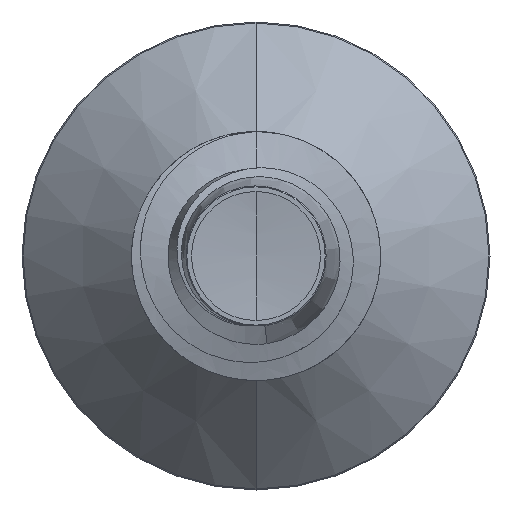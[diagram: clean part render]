
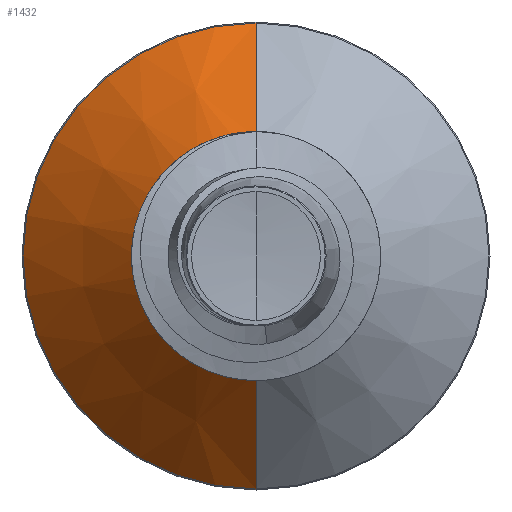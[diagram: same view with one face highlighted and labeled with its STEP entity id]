
A CAD part, front view. The second image highlights one B-rep face of the part: STEP entity #1432.
In plain terms, the highlighted conical face has half-angle 45 degrees and reference radius 1.189 mm.
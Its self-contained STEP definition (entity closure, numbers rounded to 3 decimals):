
#252 = VERTEX_POINT ( 'NONE', #8685 ) ;
#783 = AXIS2_PLACEMENT_3D ( 'NONE', #9131, #9118, #9109 ) ;
#1346 = ORIENTED_EDGE ( 'NONE', *, *, #9671, .F. ) ;
#1408 = CIRCLE ( 'NONE', #10530, 1.189 ) ;
#1432 = ADVANCED_FACE ( 'NONE', ( #5880 ), #10736, .T. ) ;
#2356 = VERTEX_POINT ( 'NONE', #4902 ) ;
#2499 = VECTOR ( 'NONE', #9299, 1000. ) ;
#2683 = AXIS2_PLACEMENT_3D ( 'NONE', #5775, #5799, #5816 ) ;
#3286 = EDGE_LOOP ( 'NONE', ( #1346, #10267, #7298, #4125 ) ) ;
#4125 = ORIENTED_EDGE ( 'NONE', *, *, #9681, .F. ) ;
#4615 = VERTEX_POINT ( 'NONE', #6050 ) ;
#4902 = CARTESIAN_POINT ( 'NONE',  ( 0., 4.289, 1.189 ) ) ;
#5300 = CIRCLE ( 'NONE', #783, 2.339 ) ;
#5775 = CARTESIAN_POINT ( 'NONE',  ( 0., 4.289, 0. ) ) ;
#5799 = DIRECTION ( 'NONE',  ( 0., 1., 0. ) ) ;
#5816 = DIRECTION ( 'NONE',  ( 0., 0., 1. ) ) ;
#5880 = FACE_OUTER_BOUND ( 'NONE', #3286, .T. ) ;
#6050 = CARTESIAN_POINT ( 'NONE',  ( 0., 4.289, -1.189 ) ) ;
#6883 = DIRECTION ( 'NONE',  ( 0., 0., 1. ) ) ;
#6904 = DIRECTION ( 'NONE',  ( 0., 1., 0. ) ) ;
#6920 = CARTESIAN_POINT ( 'NONE',  ( 0., 4.289, 0. ) ) ;
#7208 = LINE ( 'NONE', #10229, #10375 ) ;
#7298 = ORIENTED_EDGE ( 'NONE', *, *, #10054, .T. ) ;
#8685 = CARTESIAN_POINT ( 'NONE',  ( 0., 5.439, -2.339 ) ) ;
#9109 = DIRECTION ( 'NONE',  ( 0., 0., 1. ) ) ;
#9118 = DIRECTION ( 'NONE',  ( 0., 1., 0. ) ) ;
#9131 = CARTESIAN_POINT ( 'NONE',  ( 0., 5.439, 0. ) ) ;
#9299 = DIRECTION ( 'NONE',  ( 0., 0.707, -0.707 ) ) ;
#9434 = CARTESIAN_POINT ( 'NONE',  ( 0., 4.289, -1.189 ) ) ;
#9486 = LINE ( 'NONE', #9434, #2499 ) ;
#9671 = EDGE_CURVE ( 'NONE', #4615, #252, #9486, .T. ) ;
#9681 = EDGE_CURVE ( 'NONE', #252, #10009, #5300, .T. ) ;
#9847 = EDGE_CURVE ( 'NONE', #4615, #2356, #1408, .T. ) ;
#10009 = VERTEX_POINT ( 'NONE', #10554 ) ;
#10054 = EDGE_CURVE ( 'NONE', #2356, #10009, #7208, .T. ) ;
#10213 = DIRECTION ( 'NONE',  ( 0., 0.707, 0.707 ) ) ;
#10229 = CARTESIAN_POINT ( 'NONE',  ( 0., 4.289, 1.189 ) ) ;
#10267 = ORIENTED_EDGE ( 'NONE', *, *, #9847, .T. ) ;
#10375 = VECTOR ( 'NONE', #10213, 1000. ) ;
#10530 = AXIS2_PLACEMENT_3D ( 'NONE', #6920, #6904, #6883 ) ;
#10554 = CARTESIAN_POINT ( 'NONE',  ( 0., 5.439, 2.339 ) ) ;
#10736 = CONICAL_SURFACE ( 'NONE', #2683, 1.189, 0.785 ) ;
